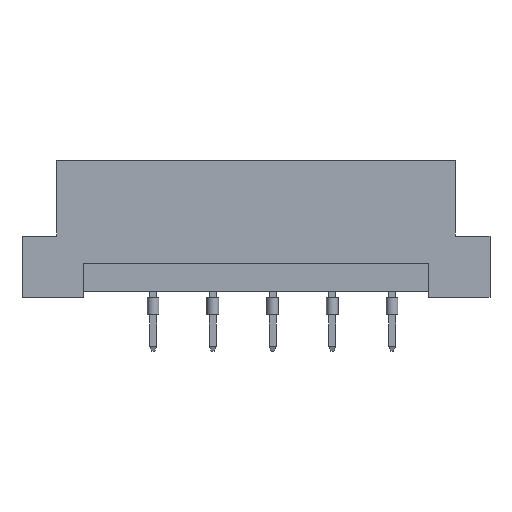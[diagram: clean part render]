
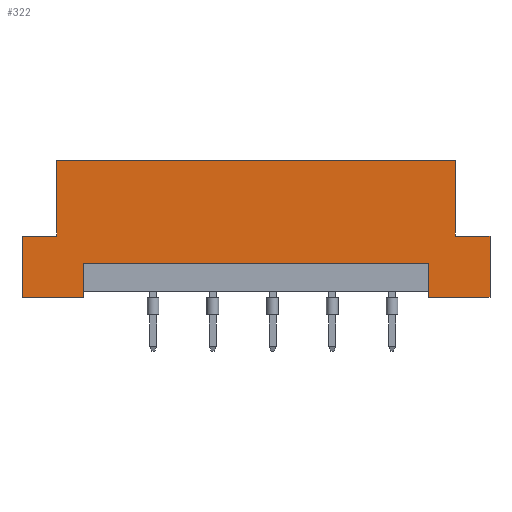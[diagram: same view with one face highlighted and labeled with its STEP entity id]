
A CAD part, front view. The second image highlights one B-rep face of the part: STEP entity #322.
In plain terms, the highlighted planar face has unit normal (0, -1, 0).
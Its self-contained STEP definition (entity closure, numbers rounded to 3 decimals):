
#3 = EDGE_CURVE ( 'NONE', #5888, #4503, #4854, .T. ) ;
#26 = ORIENTED_EDGE ( 'NONE', *, *, #2721, .T. ) ;
#108 = CARTESIAN_POINT ( 'NONE',  ( 14.69, 0., 0. ) ) ;
#261 = ORIENTED_EDGE ( 'NONE', *, *, #3, .F. ) ;
#282 = EDGE_CURVE ( 'NONE', #2442, #5275, #5264, .T. ) ;
#312 = LINE ( 'NONE', #1373, #5182 ) ;
#322 = ADVANCED_FACE ( 'NONE', ( #2596 ), #5294, .F. ) ;
#477 = DIRECTION ( 'NONE',  ( 1., 0., 0. ) ) ;
#515 = DIRECTION ( 'NONE',  ( 0., 1., 0. ) ) ;
#601 = DIRECTION ( 'NONE',  ( 0., 0., 1. ) ) ;
#690 = EDGE_CURVE ( 'NONE', #4737, #1405, #3617, .T. ) ;
#784 = CARTESIAN_POINT ( 'NONE',  ( -19.9, 0., 5.2 ) ) ;
#870 = ORIENTED_EDGE ( 'NONE', *, *, #3430, .F. ) ;
#901 = VECTOR ( 'NONE', #477, 1000. ) ;
#979 = EDGE_CURVE ( 'NONE', #4503, #2558, #1861, .T. ) ;
#1080 = EDGE_CURVE ( 'NONE', #5275, #1351, #5533, .T. ) ;
#1194 = LINE ( 'NONE', #3330, #5485 ) ;
#1210 = VECTOR ( 'NONE', #601, 1000. ) ;
#1215 = VECTOR ( 'NONE', #6829, 1000. ) ;
#1226 = DIRECTION ( 'NONE',  ( -1., 0., 0. ) ) ;
#1246 = ORIENTED_EDGE ( 'NONE', *, *, #979, .F. ) ;
#1287 = VECTOR ( 'NONE', #3068, 1000. ) ;
#1351 = VERTEX_POINT ( 'NONE', #5341 ) ;
#1373 = CARTESIAN_POINT ( 'NONE',  ( -19.9, 0., 11.6 ) ) ;
#1405 = VERTEX_POINT ( 'NONE', #3844 ) ;
#1416 = VERTEX_POINT ( 'NONE', #108 ) ;
#1477 = CARTESIAN_POINT ( 'NONE',  ( -19.9, 0., 11.6 ) ) ;
#1483 = VERTEX_POINT ( 'NONE', #6068 ) ;
#1518 = ORIENTED_EDGE ( 'NONE', *, *, #690, .F. ) ;
#1558 = VERTEX_POINT ( 'NONE', #5490 ) ;
#1566 = ORIENTED_EDGE ( 'NONE', *, *, #1080, .F. ) ;
#1681 = CARTESIAN_POINT ( 'NONE',  ( 14.69, 0., 0.5 ) ) ;
#1818 = CARTESIAN_POINT ( 'NONE',  ( -16.94, 0., 5.2 ) ) ;
#1861 = LINE ( 'NONE', #784, #2699 ) ;
#2051 = VECTOR ( 'NONE', #5829, 1000. ) ;
#2151 = EDGE_CURVE ( 'NONE', #1351, #1416, #1194, .T. ) ;
#2340 = DIRECTION ( 'NONE',  ( 0., 0., 1. ) ) ;
#2345 = EDGE_LOOP ( 'NONE', ( #1518, #4664, #3276, #1566, #3269, #26, #4216, #6311, #1246, #261, #4551, #870 ) ) ;
#2353 = DIRECTION ( 'NONE',  ( 1., 0., 0. ) ) ;
#2397 = CARTESIAN_POINT ( 'NONE',  ( -16.94, 0., 5.2 ) ) ;
#2442 = VERTEX_POINT ( 'NONE', #4489 ) ;
#2558 = VERTEX_POINT ( 'NONE', #2397 ) ;
#2596 = FACE_OUTER_BOUND ( 'NONE', #2345, .T. ) ;
#2699 = VECTOR ( 'NONE', #2353, 1000. ) ;
#2721 = EDGE_CURVE ( 'NONE', #2442, #1558, #3857, .T. ) ;
#2749 = CARTESIAN_POINT ( 'NONE',  ( -19.9, 0., 0. ) ) ;
#2828 = CARTESIAN_POINT ( 'NONE',  ( 19.9, 0., 0. ) ) ;
#2901 = AXIS2_PLACEMENT_3D ( 'NONE', #1477, #515, #3627 ) ;
#2971 = CARTESIAN_POINT ( 'NONE',  ( -14.69, 0., 0.5 ) ) ;
#3068 = DIRECTION ( 'NONE',  ( 0., 0., -1. ) ) ;
#3124 = CARTESIAN_POINT ( 'NONE',  ( -19.9, 0., 0. ) ) ;
#3174 = CARTESIAN_POINT ( 'NONE',  ( -19.9, 0., 5.2 ) ) ;
#3269 = ORIENTED_EDGE ( 'NONE', *, *, #282, .F. ) ;
#3276 = ORIENTED_EDGE ( 'NONE', *, *, #2151, .F. ) ;
#3330 = CARTESIAN_POINT ( 'NONE',  ( -19.9, 0., 0. ) ) ;
#3430 = EDGE_CURVE ( 'NONE', #1405, #5637, #6374, .T. ) ;
#3490 = DIRECTION ( 'NONE',  ( 1., 0., 0. ) ) ;
#3617 = LINE ( 'NONE', #5224, #1215 ) ;
#3627 = DIRECTION ( 'NONE',  ( 0., 0., 1. ) ) ;
#3637 = VECTOR ( 'NONE', #3960, 1000. ) ;
#3764 = CARTESIAN_POINT ( 'NONE',  ( 19.9, 0., 5.2 ) ) ;
#3773 = EDGE_CURVE ( 'NONE', #1483, #1558, #312, .T. ) ;
#3844 = CARTESIAN_POINT ( 'NONE',  ( -14.69, 0., 2.9 ) ) ;
#3857 = LINE ( 'NONE', #6472, #1210 ) ;
#3859 = LINE ( 'NONE', #1681, #2051 ) ;
#3960 = DIRECTION ( 'NONE',  ( 0., 0., 1. ) ) ;
#3985 = EDGE_CURVE ( 'NONE', #4737, #1416, #3859, .T. ) ;
#4123 = LINE ( 'NONE', #3124, #4538 ) ;
#4216 = ORIENTED_EDGE ( 'NONE', *, *, #3773, .F. ) ;
#4245 = CARTESIAN_POINT ( 'NONE',  ( 19.9, 0., 5.2 ) ) ;
#4452 = DIRECTION ( 'NONE',  ( 0., 0., -1. ) ) ;
#4484 = LINE ( 'NONE', #1818, #3637 ) ;
#4489 = CARTESIAN_POINT ( 'NONE',  ( 16.94, 0., 5.2 ) ) ;
#4503 = VERTEX_POINT ( 'NONE', #3174 ) ;
#4538 = VECTOR ( 'NONE', #5841, 1000. ) ;
#4551 = ORIENTED_EDGE ( 'NONE', *, *, #5255, .F. ) ;
#4664 = ORIENTED_EDGE ( 'NONE', *, *, #3985, .T. ) ;
#4680 = EDGE_CURVE ( 'NONE', #2558, #1483, #4484, .T. ) ;
#4737 = VERTEX_POINT ( 'NONE', #6720 ) ;
#4854 = LINE ( 'NONE', #2749, #6344 ) ;
#5166 = VECTOR ( 'NONE', #4452, 1000. ) ;
#5182 = VECTOR ( 'NONE', #3490, 1000. ) ;
#5224 = CARTESIAN_POINT ( 'NONE',  ( 14.69, 0., 2.9 ) ) ;
#5255 = EDGE_CURVE ( 'NONE', #5637, #5888, #4123, .T. ) ;
#5264 = LINE ( 'NONE', #4245, #901 ) ;
#5275 = VERTEX_POINT ( 'NONE', #3764 ) ;
#5294 = PLANE ( 'NONE',  #2901 ) ;
#5341 = CARTESIAN_POINT ( 'NONE',  ( 19.9, 0., 0. ) ) ;
#5485 = VECTOR ( 'NONE', #1226, 1000. ) ;
#5490 = CARTESIAN_POINT ( 'NONE',  ( 16.94, 0., 11.6 ) ) ;
#5528 = CARTESIAN_POINT ( 'NONE',  ( -19.9, 0., 0. ) ) ;
#5533 = LINE ( 'NONE', #2828, #5166 ) ;
#5637 = VERTEX_POINT ( 'NONE', #6827 ) ;
#5829 = DIRECTION ( 'NONE',  ( 0., 0., -1. ) ) ;
#5841 = DIRECTION ( 'NONE',  ( -1., 0., 0. ) ) ;
#5888 = VERTEX_POINT ( 'NONE', #5528 ) ;
#6068 = CARTESIAN_POINT ( 'NONE',  ( -16.94, 0., 11.6 ) ) ;
#6311 = ORIENTED_EDGE ( 'NONE', *, *, #4680, .F. ) ;
#6344 = VECTOR ( 'NONE', #2340, 1000. ) ;
#6374 = LINE ( 'NONE', #2971, #1287 ) ;
#6472 = CARTESIAN_POINT ( 'NONE',  ( 16.94, 0., 5.2 ) ) ;
#6720 = CARTESIAN_POINT ( 'NONE',  ( 14.69, 0., 2.9 ) ) ;
#6827 = CARTESIAN_POINT ( 'NONE',  ( -14.69, 0., 0. ) ) ;
#6829 = DIRECTION ( 'NONE',  ( -1., 0., 0. ) ) ;
